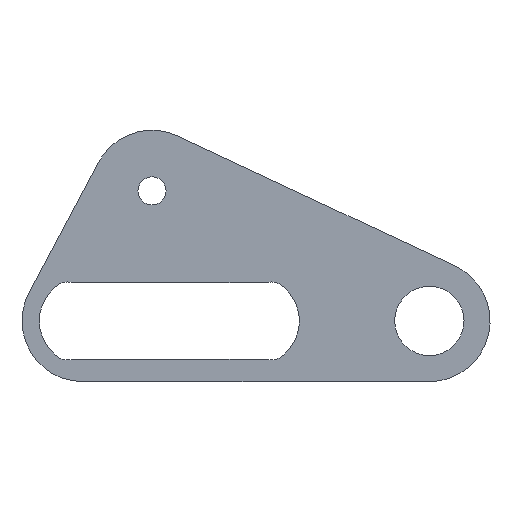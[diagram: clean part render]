
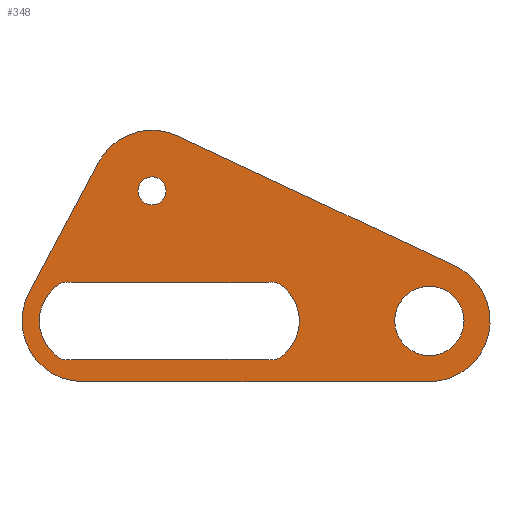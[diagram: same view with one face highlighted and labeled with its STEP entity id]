
A CAD part, front view. The second image highlights one B-rep face of the part: STEP entity #348.
In plain terms, the highlighted planar face has unit normal (0, -1, 0).
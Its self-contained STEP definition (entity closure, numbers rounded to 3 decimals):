
#18=FACE_BOUND('',#67,.T.);
#19=FACE_BOUND('',#68,.T.);
#20=FACE_BOUND('',#69,.T.);
#27=PLANE('',#411);
#45=FACE_OUTER_BOUND('',#66,.T.);
#66=EDGE_LOOP('',(#304,#305,#306,#307,#308,#309));
#67=EDGE_LOOP('',(#310));
#68=EDGE_LOOP('',(#311));
#69=EDGE_LOOP('',(#312,#313,#314,#315,#316,#317,#318,#319));
#72=LINE('',#536,#98);
#79=LINE('',#562,#105);
#86=LINE('',#592,#112);
#90=LINE('',#604,#116);
#94=LINE('',#615,#120);
#98=VECTOR('',#430,10.);
#105=VECTOR('',#457,10.);
#112=VECTOR('',#490,10.);
#116=VECTOR('',#502,10.);
#120=VECTOR('',#514,10.);
#122=CIRCLE('',#373,1.621);
#124=CIRCLE('',#376,4.);
#126=CIRCLE('',#380,2.);
#128=CIRCLE('',#383,5.);
#130=CIRCLE('',#386,2.);
#132=CIRCLE('',#390,2.);
#134=CIRCLE('',#393,5.);
#136=CIRCLE('',#396,2.);
#138=CIRCLE('',#399,7.);
#140=CIRCLE('',#403,7.);
#142=CIRCLE('',#407,7.);
#144=VERTEX_POINT('',#522);
#146=VERTEX_POINT('',#528);
#148=VERTEX_POINT('',#534);
#149=VERTEX_POINT('',#535);
#152=VERTEX_POINT('',#543);
#154=VERTEX_POINT('',#549);
#156=VERTEX_POINT('',#555);
#158=VERTEX_POINT('',#561);
#160=VERTEX_POINT('',#567);
#162=VERTEX_POINT('',#573);
#164=VERTEX_POINT('',#582);
#165=VERTEX_POINT('',#583);
#168=VERTEX_POINT('',#591);
#170=VERTEX_POINT('',#597);
#172=VERTEX_POINT('',#603);
#174=VERTEX_POINT('',#609);
#176=EDGE_CURVE('',#144,#144,#122,.T.);
#179=EDGE_CURVE('',#146,#146,#124,.T.);
#182=EDGE_CURVE('',#148,#149,#72,.T.);
#186=EDGE_CURVE('',#152,#148,#126,.T.);
#189=EDGE_CURVE('',#154,#152,#128,.T.);
#192=EDGE_CURVE('',#156,#154,#130,.T.);
#195=EDGE_CURVE('',#158,#156,#79,.T.);
#198=EDGE_CURVE('',#160,#158,#132,.T.);
#201=EDGE_CURVE('',#162,#160,#134,.T.);
#204=EDGE_CURVE('',#149,#162,#136,.T.);
#206=EDGE_CURVE('',#164,#165,#138,.T.);
#210=EDGE_CURVE('',#168,#164,#86,.T.);
#213=EDGE_CURVE('',#170,#168,#140,.T.);
#216=EDGE_CURVE('',#172,#170,#90,.T.);
#219=EDGE_CURVE('',#174,#172,#142,.T.);
#222=EDGE_CURVE('',#165,#174,#94,.T.);
#304=ORIENTED_EDGE('',*,*,#222,.F.);
#305=ORIENTED_EDGE('',*,*,#206,.F.);
#306=ORIENTED_EDGE('',*,*,#210,.F.);
#307=ORIENTED_EDGE('',*,*,#213,.F.);
#308=ORIENTED_EDGE('',*,*,#216,.F.);
#309=ORIENTED_EDGE('',*,*,#219,.F.);
#310=ORIENTED_EDGE('',*,*,#176,.T.);
#311=ORIENTED_EDGE('',*,*,#179,.T.);
#312=ORIENTED_EDGE('',*,*,#204,.F.);
#313=ORIENTED_EDGE('',*,*,#182,.F.);
#314=ORIENTED_EDGE('',*,*,#186,.F.);
#315=ORIENTED_EDGE('',*,*,#189,.F.);
#316=ORIENTED_EDGE('',*,*,#192,.F.);
#317=ORIENTED_EDGE('',*,*,#195,.F.);
#318=ORIENTED_EDGE('',*,*,#198,.F.);
#319=ORIENTED_EDGE('',*,*,#201,.F.);
#348=ADVANCED_FACE('',(#45,#18,#19,#20),#27,.F.);
#373=AXIS2_PLACEMENT_3D('',#523,#416,#417);
#376=AXIS2_PLACEMENT_3D('',#529,#423,#424);
#380=AXIS2_PLACEMENT_3D('',#544,#436,#437);
#383=AXIS2_PLACEMENT_3D('',#550,#443,#444);
#386=AXIS2_PLACEMENT_3D('',#556,#450,#451);
#390=AXIS2_PLACEMENT_3D('',#568,#462,#463);
#393=AXIS2_PLACEMENT_3D('',#574,#469,#470);
#396=AXIS2_PLACEMENT_3D('',#579,#476,#477);
#399=AXIS2_PLACEMENT_3D('',#584,#482,#483);
#403=AXIS2_PLACEMENT_3D('',#598,#495,#496);
#407=AXIS2_PLACEMENT_3D('',#610,#507,#508);
#411=AXIS2_PLACEMENT_3D('',#618,#518,#519);
#416=DIRECTION('center_axis',(0.,1.,0.));
#417=DIRECTION('ref_axis',(-1.,0.,0.));
#423=DIRECTION('center_axis',(0.,1.,0.));
#424=DIRECTION('ref_axis',(-1.,0.,0.));
#430=DIRECTION('',(1.,0.,0.));
#436=DIRECTION('center_axis',(0.,-1.,0.));
#437=DIRECTION('ref_axis',(-0.303,0.,0.953));
#443=DIRECTION('center_axis',(0.,-1.,0.));
#444=DIRECTION('ref_axis',(0.475,0.,0.88));
#450=DIRECTION('center_axis',(0.,-1.,0.));
#451=DIRECTION('ref_axis',(0.799,0.,-0.602));
#457=DIRECTION('',(-1.,0.,0.));
#462=DIRECTION('center_axis',(0.,-1.,0.));
#463=DIRECTION('ref_axis',(0.303,0.,-0.953));
#469=DIRECTION('center_axis',(0.,-1.,0.));
#470=DIRECTION('ref_axis',(-0.475,0.,-0.88));
#476=DIRECTION('center_axis',(0.,-1.,0.));
#477=DIRECTION('ref_axis',(-0.799,0.,0.602));
#482=DIRECTION('center_axis',(0.,1.,0.));
#483=DIRECTION('ref_axis',(-0.882,0.,0.471));
#490=DIRECTION('',(0.471,0.,0.882));
#495=DIRECTION('center_axis',(0.,1.,0.));
#496=DIRECTION('ref_axis',(0.,0.,-1.));
#502=DIRECTION('',(-1.,0.,0.));
#507=DIRECTION('center_axis',(0.,1.,0.));
#508=DIRECTION('ref_axis',(0.424,0.,0.905));
#514=DIRECTION('',(0.905,0.,-0.424));
#518=DIRECTION('center_axis',(0.,1.,0.));
#519=DIRECTION('ref_axis',(0.,0.,1.));
#522=CARTESIAN_POINT('',(-30.379,0.,15.));
#523=CARTESIAN_POINT('Origin',(-32.,0.,15.));
#528=CARTESIAN_POINT('',(4.,0.,0.));
#529=CARTESIAN_POINT('Origin',(0.,0.,0.));
#534=CARTESIAN_POINT('',(-41.161,0.,-4.4));
#535=CARTESIAN_POINT('',(-18.839,0.,-4.4));
#536=CARTESIAN_POINT('',(-42.375,0.,-4.4));
#543=CARTESIAN_POINT('',(-43.365,0.,-3.698));
#544=CARTESIAN_POINT('Origin',(-41.768,0.,-2.494));
#549=CARTESIAN_POINT('',(-43.365,0.,3.698));
#550=CARTESIAN_POINT('Origin',(-40.,0.,0.));
#555=CARTESIAN_POINT('',(-41.161,0.,4.4));
#556=CARTESIAN_POINT('Origin',(-41.768,0.,2.494));
#561=CARTESIAN_POINT('',(-18.839,0.,4.4));
#562=CARTESIAN_POINT('',(-17.625,0.,4.4));
#567=CARTESIAN_POINT('',(-16.635,0.,3.698));
#568=CARTESIAN_POINT('Origin',(-18.232,0.,2.494));
#573=CARTESIAN_POINT('',(-16.635,0.,-3.698));
#574=CARTESIAN_POINT('Origin',(-20.,0.,0.));
#579=CARTESIAN_POINT('Origin',(-18.232,0.,-2.494));
#582=CARTESIAN_POINT('',(-38.176,0.,18.294));
#583=CARTESIAN_POINT('',(-29.029,0.,21.338));
#584=CARTESIAN_POINT('Origin',(-32.,0.,15.));
#591=CARTESIAN_POINT('',(-46.176,0.,3.294));
#592=CARTESIAN_POINT('',(-46.176,0.,3.294));
#597=CARTESIAN_POINT('',(-40.,0.,-7.));
#598=CARTESIAN_POINT('Origin',(-40.,0.,0.));
#603=CARTESIAN_POINT('',(0.,0.,-7.));
#604=CARTESIAN_POINT('',(0.,0.,-7.));
#609=CARTESIAN_POINT('',(2.971,0.,6.338));
#610=CARTESIAN_POINT('Origin',(0.,0.,0.));
#615=CARTESIAN_POINT('',(-29.029,0.,21.338));
#618=CARTESIAN_POINT('Origin',(-20.,0.,7.5));
